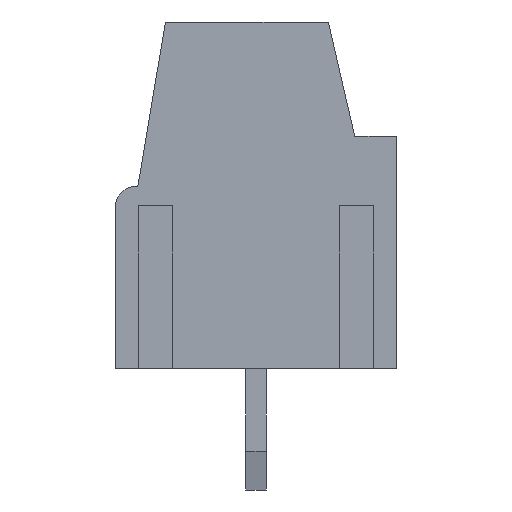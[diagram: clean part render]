
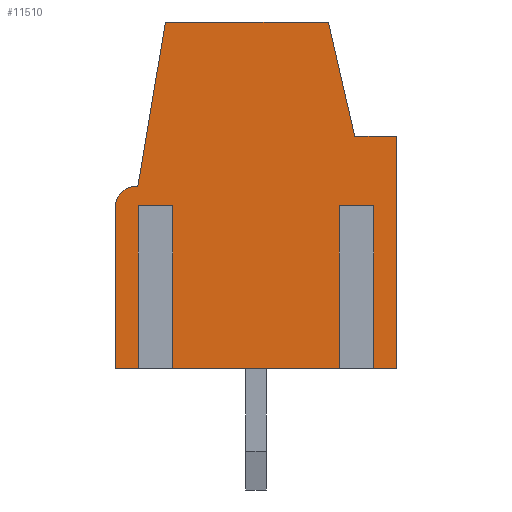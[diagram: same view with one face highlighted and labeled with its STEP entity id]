
A CAD part, left-side view. The second image highlights one B-rep face of the part: STEP entity #11510.
In plain terms, the highlighted planar face has unit normal (-1, 0, 0).
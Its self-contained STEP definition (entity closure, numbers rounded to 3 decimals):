
#262 = DIRECTION ( 'NONE',  ( 0., 0., -1. ) ) ;
#1051 = DIRECTION ( 'NONE',  ( -1., 0., 0. ) ) ;
#1257 = CARTESIAN_POINT ( 'NONE',  ( -5.08, -2.68, 4.7 ) ) ;
#1400 = VECTOR ( 'NONE', #11914, 1000. ) ;
#1452 = EDGE_CURVE ( 'NONE', #5917, #10806, #21636, .T. ) ;
#1600 = VECTOR ( 'NONE', #3284, 1000. ) ;
#1776 = DIRECTION ( 'NONE',  ( 0., -0.225, -0.974 ) ) ;
#1867 = CARTESIAN_POINT ( 'NONE',  ( -5.08, 2.68, 4.7 ) ) ;
#1931 = VECTOR ( 'NONE', #7629, 1000. ) ;
#2104 = VERTEX_POINT ( 'NONE', #17154 ) ;
#3094 = CARTESIAN_POINT ( 'NONE',  ( -5.08, -4.05, 0. ) ) ;
#3256 = CARTESIAN_POINT ( 'NONE',  ( -5.08, 2.613, 10. ) ) ;
#3284 = DIRECTION ( 'NONE',  ( 0., 1., 0. ) ) ;
#3429 = CARTESIAN_POINT ( 'NONE',  ( -5.08, -4.05, 6.7 ) ) ;
#3757 = CARTESIAN_POINT ( 'NONE',  ( -5.08, -2.85, 6.7 ) ) ;
#3808 = CARTESIAN_POINT ( 'NONE',  ( -5.08, -2.68, 4.7 ) ) ;
#3941 = EDGE_CURVE ( 'NONE', #13932, #16545, #16377, .T. ) ;
#4129 = VECTOR ( 'NONE', #22783, 1000. ) ;
#4195 = EDGE_CURVE ( 'NONE', #20999, #11389, #10330, .T. ) ;
#4823 = ORIENTED_EDGE ( 'NONE', *, *, #16745, .F. ) ;
#4969 = AXIS2_PLACEMENT_3D ( 'NONE', #25065, #6894, #14954 ) ;
#5174 = DIRECTION ( 'NONE',  ( 0., 1., 0. ) ) ;
#5177 = ORIENTED_EDGE ( 'NONE', *, *, #9588, .F. ) ;
#5424 = VERTEX_POINT ( 'NONE', #16557 ) ;
#5582 = ORIENTED_EDGE ( 'NONE', *, *, #24655, .F. ) ;
#5753 = VECTOR ( 'NONE', #9339, 1000. ) ;
#5917 = VERTEX_POINT ( 'NONE', #3757 ) ;
#6158 = VECTOR ( 'NONE', #24521, 1000. ) ;
#6225 = ORIENTED_EDGE ( 'NONE', *, *, #3941, .F. ) ;
#6591 = LINE ( 'NONE', #14670, #4129 ) ;
#6827 = DIRECTION ( 'NONE',  ( 0., 0., 1. ) ) ;
#6894 = DIRECTION ( 'NONE',  ( 1., 0., 0. ) ) ;
#7163 = CARTESIAN_POINT ( 'NONE',  ( -5.08, -4.05, 6.7 ) ) ;
#7629 = DIRECTION ( 'NONE',  ( 0., 0., -1. ) ) ;
#7759 = CARTESIAN_POINT ( 'NONE',  ( -5.08, 2.68, 4.7 ) ) ;
#8320 = LINE ( 'NONE', #16395, #6158 ) ;
#8334 = AXIS2_PLACEMENT_3D ( 'NONE', #23906, #11841, #19926 ) ;
#8774 = VERTEX_POINT ( 'NONE', #18945 ) ;
#8785 = VECTOR ( 'NONE', #262, 1000. ) ;
#9103 = LINE ( 'NONE', #17195, #23163 ) ;
#9107 = EDGE_CURVE ( 'NONE', #10806, #18080, #21300, .T. ) ;
#9149 = DIRECTION ( 'NONE',  ( 0., 0., 1. ) ) ;
#9312 = ORIENTED_EDGE ( 'NONE', *, *, #1452, .F. ) ;
#9339 = DIRECTION ( 'NONE',  ( 0., 1., 0. ) ) ;
#9350 = CARTESIAN_POINT ( 'NONE',  ( -5.08, -2.088, 10. ) ) ;
#9588 = EDGE_CURVE ( 'NONE', #18080, #23106, #15243, .T. ) ;
#10152 = VECTOR ( 'NONE', #15790, 1000. ) ;
#10284 = EDGE_CURVE ( 'NONE', #17944, #23106, #17687, .T. ) ;
#10330 = LINE ( 'NONE', #18395, #8785 ) ;
#10548 = VERTEX_POINT ( 'NONE', #21254 ) ;
#10806 = VERTEX_POINT ( 'NONE', #7163 ) ;
#11213 = DIRECTION ( 'NONE',  ( 0., 0., -1. ) ) ;
#11389 = VERTEX_POINT ( 'NONE', #15753 ) ;
#11510 = ADVANCED_FACE ( 'NONE', ( #14948 ), #23067, .T. ) ;
#11538 = EDGE_LOOP ( 'NONE', ( #12431, #22226, #23329, #20124, #23231, #21698, #20621, #18093, #5177, #15534, #9312, #25293, #4823, #5582, #15022, #6225, #23192 ) ) ;
#11541 = DIRECTION ( 'NONE',  ( 0., -1., 0. ) ) ;
#11559 = VECTOR ( 'NONE', #11213, 1000. ) ;
#11613 = EDGE_CURVE ( 'NONE', #12128, #8774, #21999, .T. ) ;
#11841 = DIRECTION ( 'NONE',  ( 1., 0., 0. ) ) ;
#11873 = LINE ( 'NONE', #19956, #24423 ) ;
#11914 = DIRECTION ( 'NONE',  ( 0., 0., -1. ) ) ;
#12128 = VERTEX_POINT ( 'NONE', #21349 ) ;
#12431 = ORIENTED_EDGE ( 'NONE', *, *, #19267, .F. ) ;
#12523 = CARTESIAN_POINT ( 'NONE',  ( -5.08, -2.088, 10. ) ) ;
#13364 = LINE ( 'NONE', #21492, #1600 ) ;
#13932 = VERTEX_POINT ( 'NONE', #24716 ) ;
#14670 = CARTESIAN_POINT ( 'NONE',  ( -5.08, 3.12, 4.7 ) ) ;
#14948 = FACE_OUTER_BOUND ( 'NONE', #11538, .T. ) ;
#14954 = DIRECTION ( 'NONE',  ( 0., 0., 1. ) ) ;
#15022 = ORIENTED_EDGE ( 'NONE', *, *, #25251, .F. ) ;
#15243 = LINE ( 'NONE', #23354, #19588 ) ;
#15534 = ORIENTED_EDGE ( 'NONE', *, *, #9107, .F. ) ;
#15753 = CARTESIAN_POINT ( 'NONE',  ( -5.08, 2.68, 0. ) ) ;
#15790 = DIRECTION ( 'NONE',  ( 0., 1., 0. ) ) ;
#16377 = CIRCLE ( 'NONE', #4969, 0.55 ) ;
#16395 = CARTESIAN_POINT ( 'NONE',  ( -5.08, 2.613, 10. ) ) ;
#16545 = VERTEX_POINT ( 'NONE', #20243 ) ;
#16557 = CARTESIAN_POINT ( 'NONE',  ( -5.08, 4.05, 0. ) ) ;
#16745 = EDGE_CURVE ( 'NONE', #19550, #24208, #21422, .T. ) ;
#16891 = LINE ( 'NONE', #24998, #19807 ) ;
#17154 = CARTESIAN_POINT ( 'NONE',  ( -5.08, 3.409, 5.242 ) ) ;
#17195 = CARTESIAN_POINT ( 'NONE',  ( -5.08, 4.05, 0. ) ) ;
#17423 = DIRECTION ( 'NONE',  ( 0., -1., 0. ) ) ;
#17687 = LINE ( 'NONE', #25781, #1931 ) ;
#17857 = EDGE_CURVE ( 'NONE', #17944, #12128, #19432, .T. ) ;
#17944 = VERTEX_POINT ( 'NONE', #25775 ) ;
#18080 = VERTEX_POINT ( 'NONE', #20329 ) ;
#18093 = ORIENTED_EDGE ( 'NONE', *, *, #10284, .T. ) ;
#18395 = CARTESIAN_POINT ( 'NONE',  ( -5.08, 2.68, 4.7 ) ) ;
#18434 = EDGE_CURVE ( 'NONE', #8774, #11389, #9103, .T. ) ;
#18623 = EDGE_CURVE ( 'NONE', #5424, #13932, #16891, .T. ) ;
#18810 = CARTESIAN_POINT ( 'NONE',  ( -5.08, 3.12, 4.7 ) ) ;
#18945 = CARTESIAN_POINT ( 'NONE',  ( -5.08, -2.68, 0. ) ) ;
#19224 = CARTESIAN_POINT ( 'NONE',  ( -5.08, 3.5, 4.7 ) ) ;
#19267 = EDGE_CURVE ( 'NONE', #10548, #5424, #13364, .T. ) ;
#19432 = LINE ( 'NONE', #1257, #5753 ) ;
#19473 = EDGE_CURVE ( 'NONE', #23849, #10548, #6591, .T. ) ;
#19550 = VERTEX_POINT ( 'NONE', #3256 ) ;
#19588 = VECTOR ( 'NONE', #5174, 1000. ) ;
#19785 = CIRCLE ( 'NONE', #8334, 0.55 ) ;
#19807 = VECTOR ( 'NONE', #6827, 1000. ) ;
#19903 = EDGE_CURVE ( 'NONE', #20999, #23849, #25896, .T. ) ;
#19926 = DIRECTION ( 'NONE',  ( 0., 0., 1. ) ) ;
#19956 = CARTESIAN_POINT ( 'NONE',  ( -5.08, -2.85, 6.7 ) ) ;
#20124 = ORIENTED_EDGE ( 'NONE', *, *, #4195, .T. ) ;
#20243 = CARTESIAN_POINT ( 'NONE',  ( -5.08, 3.5, 5.25 ) ) ;
#20329 = CARTESIAN_POINT ( 'NONE',  ( -5.08, -4.05, 0. ) ) ;
#20621 = ORIENTED_EDGE ( 'NONE', *, *, #17857, .F. ) ;
#20622 = AXIS2_PLACEMENT_3D ( 'NONE', #19224, #1051, #9149 ) ;
#20999 = VERTEX_POINT ( 'NONE', #1867 ) ;
#21254 = CARTESIAN_POINT ( 'NONE',  ( -5.08, 3.12, 0. ) ) ;
#21300 = LINE ( 'NONE', #3094, #11559 ) ;
#21349 = CARTESIAN_POINT ( 'NONE',  ( -5.08, -2.68, 4.7 ) ) ;
#21422 = LINE ( 'NONE', #9350, #23898 ) ;
#21492 = CARTESIAN_POINT ( 'NONE',  ( -5.08, 4.05, 0. ) ) ;
#21636 = LINE ( 'NONE', #3429, #25687 ) ;
#21698 = ORIENTED_EDGE ( 'NONE', *, *, #11613, .F. ) ;
#21999 = LINE ( 'NONE', #3808, #1400 ) ;
#22226 = ORIENTED_EDGE ( 'NONE', *, *, #19473, .F. ) ;
#22783 = DIRECTION ( 'NONE',  ( 0., 0., -1. ) ) ;
#23067 = PLANE ( 'NONE',  #20622 ) ;
#23106 = VERTEX_POINT ( 'NONE', #24241 ) ;
#23163 = VECTOR ( 'NONE', #25292, 1000. ) ;
#23192 = ORIENTED_EDGE ( 'NONE', *, *, #18623, .F. ) ;
#23231 = ORIENTED_EDGE ( 'NONE', *, *, #18434, .F. ) ;
#23329 = ORIENTED_EDGE ( 'NONE', *, *, #19903, .F. ) ;
#23354 = CARTESIAN_POINT ( 'NONE',  ( -5.08, 4.05, 0. ) ) ;
#23849 = VERTEX_POINT ( 'NONE', #18810 ) ;
#23898 = VECTOR ( 'NONE', #17423, 1000. ) ;
#23906 = CARTESIAN_POINT ( 'NONE',  ( -5.08, 3.5, 4.7 ) ) ;
#24208 = VERTEX_POINT ( 'NONE', #12523 ) ;
#24241 = CARTESIAN_POINT ( 'NONE',  ( -5.08, -3.12, 0. ) ) ;
#24423 = VECTOR ( 'NONE', #1776, 1000. ) ;
#24521 = DIRECTION ( 'NONE',  ( 0., -0.165, 0.986 ) ) ;
#24655 = EDGE_CURVE ( 'NONE', #2104, #19550, #8320, .T. ) ;
#24716 = CARTESIAN_POINT ( 'NONE',  ( -5.08, 4.05, 4.7 ) ) ;
#24925 = EDGE_CURVE ( 'NONE', #24208, #5917, #11873, .T. ) ;
#24998 = CARTESIAN_POINT ( 'NONE',  ( -5.08, 4.05, 4.7 ) ) ;
#25065 = CARTESIAN_POINT ( 'NONE',  ( -5.08, 3.5, 4.7 ) ) ;
#25251 = EDGE_CURVE ( 'NONE', #16545, #2104, #19785, .T. ) ;
#25292 = DIRECTION ( 'NONE',  ( 0., 1., 0. ) ) ;
#25293 = ORIENTED_EDGE ( 'NONE', *, *, #24925, .F. ) ;
#25687 = VECTOR ( 'NONE', #11541, 1000. ) ;
#25775 = CARTESIAN_POINT ( 'NONE',  ( -5.08, -3.12, 4.7 ) ) ;
#25781 = CARTESIAN_POINT ( 'NONE',  ( -5.08, -3.12, 4.7 ) ) ;
#25896 = LINE ( 'NONE', #7759, #10152 ) ;
